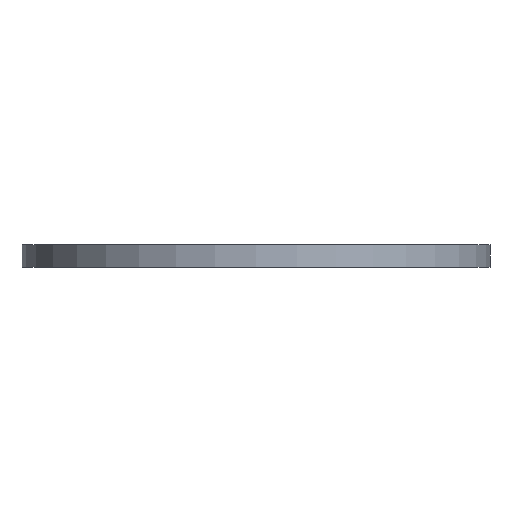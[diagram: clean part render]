
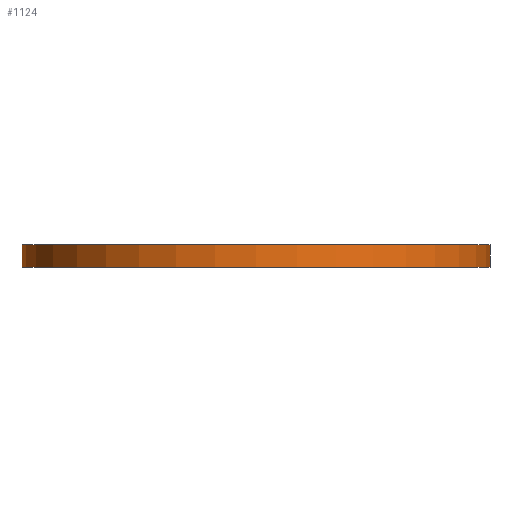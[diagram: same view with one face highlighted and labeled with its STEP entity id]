
A CAD part, front view. The second image highlights one B-rep face of the part: STEP entity #1124.
In plain terms, the highlighted cylindrical face has radius 31.5 mm (diameter 63 mm), a partial arc.
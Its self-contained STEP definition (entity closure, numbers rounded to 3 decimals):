
#172 = DIRECTION ( 'NONE',  ( 1., 0., 0. ) ) ;
#184 = DIRECTION ( 'NONE',  ( 0., 0., 1. ) ) ;
#263 = AXIS2_PLACEMENT_3D ( 'NONE', #1210, #184, #172 ) ;
#286 = ORIENTED_EDGE ( 'NONE', *, *, #390, .T. ) ;
#297 = DIRECTION ( 'NONE',  ( -1., 0., 0. ) ) ;
#390 = EDGE_CURVE ( 'NONE', #2029, #1801, #1747, .T. ) ;
#548 = CARTESIAN_POINT ( 'NONE',  ( -31.5, 0., 3. ) ) ;
#559 = VECTOR ( 'NONE', #1062, 1000. ) ;
#573 = CARTESIAN_POINT ( 'NONE',  ( 31.5, 0., 3. ) ) ;
#654 = VECTOR ( 'NONE', #1408, 1000. ) ;
#738 = EDGE_LOOP ( 'NONE', ( #2176, #770, #286, #1027 ) ) ;
#766 = AXIS2_PLACEMENT_3D ( 'NONE', #1981, #1811, #990 ) ;
#770 = ORIENTED_EDGE ( 'NONE', *, *, #845, .F. ) ;
#845 = EDGE_CURVE ( 'NONE', #2029, #1934, #1995, .T. ) ;
#919 = LINE ( 'NONE', #573, #559 ) ;
#926 = CARTESIAN_POINT ( 'NONE',  ( -31.5, 0., 3. ) ) ;
#937 = CIRCLE ( 'NONE', #766, 31.5 ) ;
#978 = EDGE_CURVE ( 'NONE', #1934, #1439, #919, .T. ) ;
#990 = DIRECTION ( 'NONE',  ( 1., 0., 0. ) ) ;
#1014 = CARTESIAN_POINT ( 'NONE',  ( 31.5, 0., 3. ) ) ;
#1027 = ORIENTED_EDGE ( 'NONE', *, *, #1079, .T. ) ;
#1062 = DIRECTION ( 'NONE',  ( 0., 0., -1. ) ) ;
#1079 = EDGE_CURVE ( 'NONE', #1801, #1439, #937, .T. ) ;
#1084 = AXIS2_PLACEMENT_3D ( 'NONE', #1959, #1121, #297 ) ;
#1121 = DIRECTION ( 'NONE',  ( 0., 0., -1. ) ) ;
#1124 = ADVANCED_FACE ( 'NONE', ( #2162 ), #1157, .T. ) ;
#1131 = CARTESIAN_POINT ( 'NONE',  ( -31.5, 0., 0. ) ) ;
#1157 = CYLINDRICAL_SURFACE ( 'NONE', #1084, 31.5 ) ;
#1210 = CARTESIAN_POINT ( 'NONE',  ( 0., 0., 3. ) ) ;
#1405 = CARTESIAN_POINT ( 'NONE',  ( 31.5, 0., 0. ) ) ;
#1408 = DIRECTION ( 'NONE',  ( 0., 0., -1. ) ) ;
#1439 = VERTEX_POINT ( 'NONE', #1405 ) ;
#1747 = LINE ( 'NONE', #548, #654 ) ;
#1801 = VERTEX_POINT ( 'NONE', #1131 ) ;
#1811 = DIRECTION ( 'NONE',  ( 0., 0., 1. ) ) ;
#1934 = VERTEX_POINT ( 'NONE', #1014 ) ;
#1959 = CARTESIAN_POINT ( 'NONE',  ( 0., 0., 3. ) ) ;
#1981 = CARTESIAN_POINT ( 'NONE',  ( 0., 0., 0. ) ) ;
#1995 = CIRCLE ( 'NONE', #263, 31.5 ) ;
#2029 = VERTEX_POINT ( 'NONE', #926 ) ;
#2162 = FACE_OUTER_BOUND ( 'NONE', #738, .T. ) ;
#2176 = ORIENTED_EDGE ( 'NONE', *, *, #978, .F. ) ;
